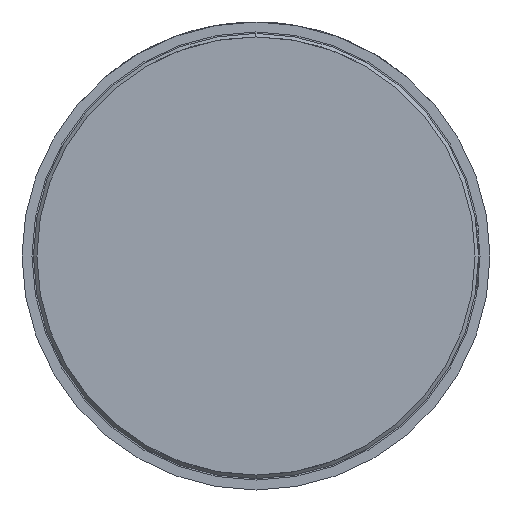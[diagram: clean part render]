
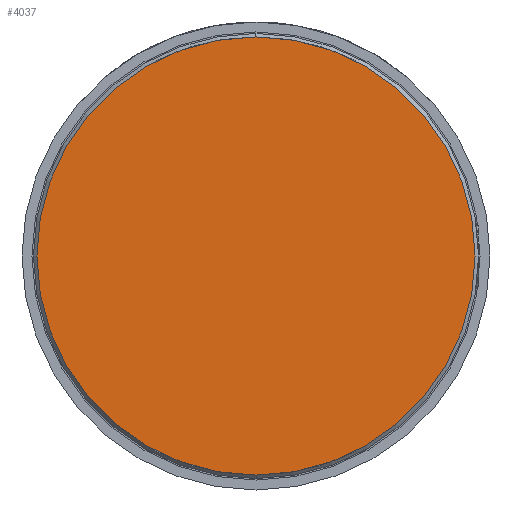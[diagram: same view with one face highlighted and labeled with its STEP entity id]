
A CAD part, front view. The second image highlights one B-rep face of the part: STEP entity #4037.
In plain terms, the highlighted planar face has unit normal (0, -1, 0).
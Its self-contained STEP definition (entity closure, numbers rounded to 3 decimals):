
#555 = CIRCLE ( 'NONE', #2958, 2.2 ) ;
#571 = EDGE_LOOP ( 'NONE', ( #1815, #4278 ) ) ;
#665 = CARTESIAN_POINT ( 'NONE',  ( 0., 0., 0. ) ) ;
#716 = DIRECTION ( 'NONE',  ( -1., 0., 0. ) ) ;
#1100 = CARTESIAN_POINT ( 'NONE',  ( 0., 0., 0. ) ) ;
#1118 = DIRECTION ( 'NONE',  ( 0., -1., 0. ) ) ;
#1432 = PLANE ( 'NONE',  #1967 ) ;
#1510 = EDGE_CURVE ( 'Defeature ausgef�hrt2_2+Defeature ausgef�hrt2_1+Defeature ausgef�hrt2_1+Defeature ausgef�hrt2_1', #4699, #4769, #4863, .T. ) ;
#1780 = CARTESIAN_POINT ( 'NONE',  ( 0., 0., -1.9 ) ) ;
#1815 = ORIENTED_EDGE ( 'NONE', *, *, #1510, .T. ) ;
#1967 = AXIS2_PLACEMENT_3D ( 'NONE', #1780, #3410, #3427 ) ;
#2727 = DIRECTION ( 'NONE',  ( -1., 0., 0. ) ) ;
#2925 = AXIS2_PLACEMENT_3D ( 'NONE', #665, #4265, #716 ) ;
#2958 = AXIS2_PLACEMENT_3D ( 'NONE', #1100, #1118, #2727 ) ;
#3041 = EDGE_CURVE ( 'Defeature ausgef�hrt2_2+Defeature ausgef�hrt2_1+Defeature ausgef�hrt2_1+Defeature ausgef�hrt2_1', #4769, #4699, #555, .T. ) ;
#3410 = DIRECTION ( 'NONE',  ( 0., 1., 0. ) ) ;
#3427 = DIRECTION ( 'NONE',  ( 1., 0., 0. ) ) ;
#3669 = CARTESIAN_POINT ( 'NONE',  ( -2.2, 0., 0. ) ) ;
#4037 = ADVANCED_FACE ( 'Defeature ausgef�hrt2_2', ( #4935 ), #1432, .F. ) ;
#4123 = CARTESIAN_POINT ( 'NONE',  ( 2.2, 0., 0. ) ) ;
#4265 = DIRECTION ( 'NONE',  ( 0., -1., 0. ) ) ;
#4278 = ORIENTED_EDGE ( 'NONE', *, *, #3041, .T. ) ;
#4699 = VERTEX_POINT ( 'NONE', #3669 ) ;
#4769 = VERTEX_POINT ( 'NONE', #4123 ) ;
#4863 = CIRCLE ( 'NONE', #2925, 2.2 ) ;
#4935 = FACE_OUTER_BOUND ( 'NONE', #571, .T. ) ;
